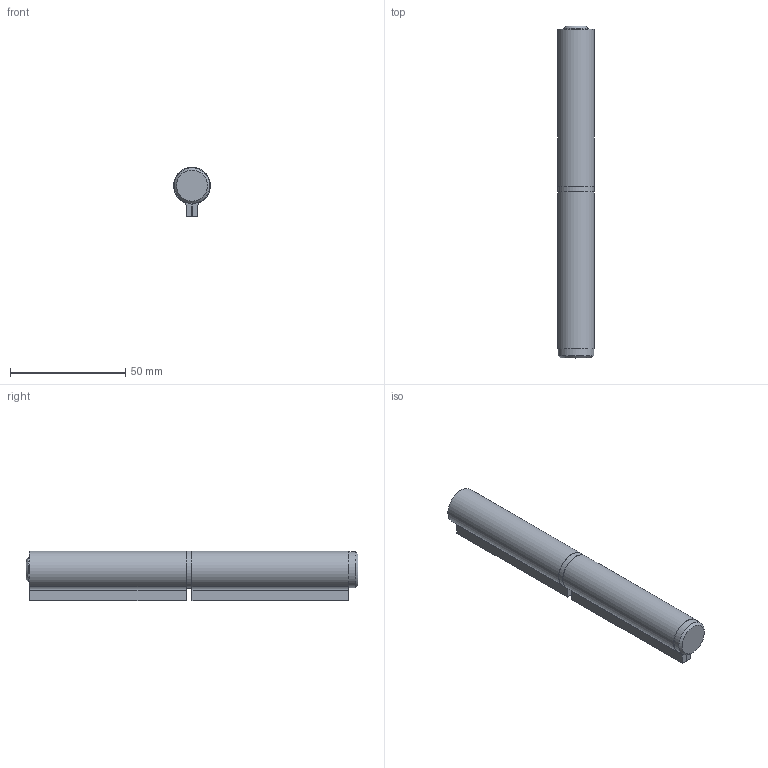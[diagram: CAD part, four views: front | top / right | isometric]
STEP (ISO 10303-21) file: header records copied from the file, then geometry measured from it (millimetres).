
FILE_DESCRIPTION (( 'STEP AP203' ), '1' );
FILE_NAME ('402-14.step', '2021-09-06T07:40:23', ( '' ), ( '' ), 'SwSTEP 2.0', 'SolidWorks 2018', '' );
FILE_SCHEMA (( 'CONFIG_CONTROL_DESIGN' ));
Length unit declared in the file: millimetre
Products named in the file (9): 402-xx Teil1; 402-14; 402-xx Teil3_402-14 Teil3; 402-xx Teil1_402-14 Teil1; 402-xx Teil4; 402-xx Teil2_402-14 Teil2; 402-xx Teil4_402-14 Teil4; 402-xx Teil2; 402-xx Teil3
Assembly tree (4 placements, depth 2):
  402-xx Teil1
  402-14
    402-xx Teil1_402-14 Teil1
    402-xx Teil2_402-14 Teil2
    402-xx Teil3_402-14 Teil3
    402-xx Teil4_402-14 Teil4
  402-xx Teil4
  402-xx Teil2
  402-xx Teil3
Bounding box: 16 x 144 x 21.5 mm (x, y, z)
Volume: 31376.6 mm3; surface area: 21102.2 mm2
Topology: 4 solids, 4 shells, 308 faces, 826 edges, 549 vertices
Faces by surface type: plane 161, bspline 103, cylinder 38, torus 4, cone 2
Full cylindrical faces by diameter (mm): 10.7 x1, 10.9 x1, 15.5 x1, 16 x1
Entity records: 13789 total; most frequent: CARTESIAN_POINT 5891, ORIENTED_EDGE 1630, DIRECTION 1187, EDGE_CURVE 815, VERTEX_POINT 548, VECTOR 425, LINE 425, AXIS2_PLACEMENT_3D 381
